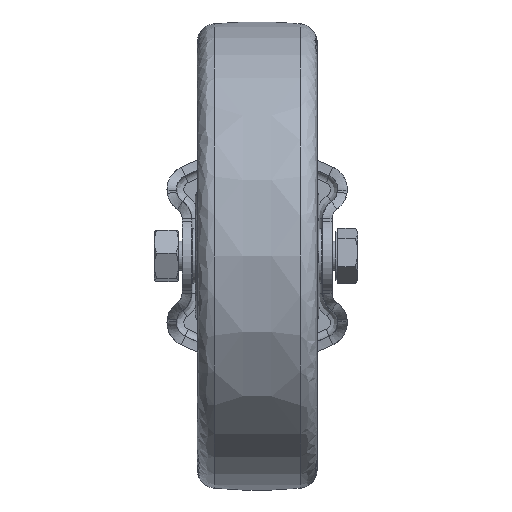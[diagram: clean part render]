
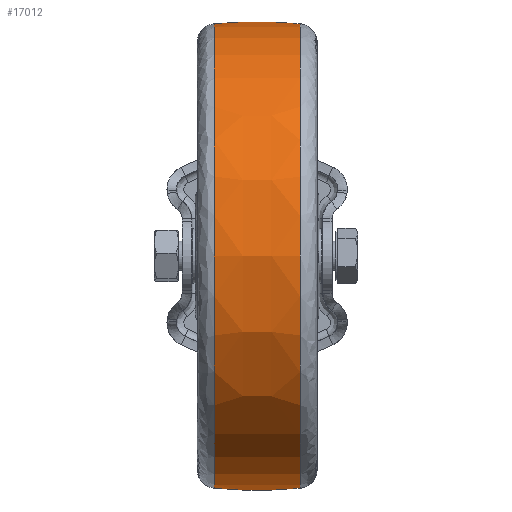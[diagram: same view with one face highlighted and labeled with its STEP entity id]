
A CAD part, front view. The second image highlights one B-rep face of the part: STEP entity #17012.
In plain terms, the highlighted free-form (B-spline) face has degree [3, 3] with [4, 4] control points.
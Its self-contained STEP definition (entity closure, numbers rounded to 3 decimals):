
#283 = VERTEX_POINT ( 'NONE', #5401 ) ;
#378 = EDGE_CURVE ( 'NONE', #4171, #30480, #17170, .T. ) ;
#1096 = CARTESIAN_POINT ( 'NONE',  ( -3.83, 0., -62.676 ) ) ;
#4171 = VERTEX_POINT ( 'NONE', #12455 ) ;
#4309 = CARTESIAN_POINT ( 'NONE',  ( -3.83, -125.352, 62.676 ) ) ;
#4356 = EDGE_LOOP ( 'NONE', ( #12929, #27491, #25521, #31825 ) ) ;
#4389 = CIRCLE ( 'NONE', #35519, 61.974 ) ;
#4624 = VERTEX_POINT ( 'NONE', #14237 ) ;
#4854 = CARTESIAN_POINT ( 'NONE',  ( 0., 0., 62.5 ) ) ;
#5401 = CARTESIAN_POINT ( 'NONE',  ( 11.458, 0., 61.974 ) ) ;
#5668 = DIRECTION ( 'NONE',  ( -1., 0., 0. ) ) ;
#7546 = CARTESIAN_POINT ( 'NONE',  ( 3.83, 0., -62.676 ) ) ;
#8097 = DIRECTION ( 'NONE',  ( 0., 0., -1. ) ) ;
#10556 = CIRCLE ( 'NONE', #23401, 125. ) ;
#10761 = CARTESIAN_POINT ( 'NONE',  ( 3.83, -125.352, 62.676 ) ) ;
#11522 = FACE_OUTER_BOUND ( 'NONE', #4356, .T. ) ;
#12455 = CARTESIAN_POINT ( 'NONE',  ( -11.458, 0., -61.974 ) ) ;
#12929 = ORIENTED_EDGE ( 'NONE', *, *, #29385, .T. ) ;
#13408 = EDGE_CURVE ( 'NONE', #4624, #283, #10556, .T. ) ;
#13976 = CARTESIAN_POINT ( 'NONE',  ( 11.458, 0., -61.974 ) ) ;
#14016 = AXIS2_PLACEMENT_3D ( 'NONE', #4854, #27252, #8097 ) ;
#14237 = CARTESIAN_POINT ( 'NONE',  ( -11.458, 0., 61.974 ) ) ;
#14249 = CARTESIAN_POINT ( 'NONE',  ( 0., 0., -62.5 ) ) ;
#16945 = CARTESIAN_POINT ( 'NONE',  ( -11.458, 0., -61.974 ) ) ;
#17012 = ADVANCED_FACE ( 'NONE', ( #11522 ), #31396, .T. ) ;
#17077 = CARTESIAN_POINT ( 'NONE',  ( -11.458, -123.947, -61.974 ) ) ;
#17170 = CIRCLE ( 'NONE', #14016, 125. ) ;
#17215 = CARTESIAN_POINT ( 'NONE',  ( 11.458, -123.947, 61.974 ) ) ;
#17495 = DIRECTION ( 'NONE',  ( 0., 0., 1. ) ) ;
#17829 = CARTESIAN_POINT ( 'NONE',  ( -11.458, 0., 0. ) ) ;
#18579 = CIRCLE ( 'NONE', #31404, 61.974 ) ;
#19576 = EDGE_CURVE ( 'NONE', #30480, #283, #4389, .T. ) ;
#20325 = CARTESIAN_POINT ( 'NONE',  ( -11.458, 0., 61.974 ) ) ;
#21073 = DIRECTION ( 'NONE',  ( 0., 0., 1. ) ) ;
#23401 = AXIS2_PLACEMENT_3D ( 'NONE', #14249, #36595, #17495 ) ;
#23538 = CARTESIAN_POINT ( 'NONE',  ( -3.83, -125.352, -62.676 ) ) ;
#24892 = CARTESIAN_POINT ( 'NONE',  ( 11.458, 0., 0. ) ) ;
#25521 = ORIENTED_EDGE ( 'NONE', *, *, #19576, .T. ) ;
#26222 = CARTESIAN_POINT ( 'NONE',  ( 11.458, 0., -61.974 ) ) ;
#26703 = CARTESIAN_POINT ( 'NONE',  ( -3.83, 0., 62.676 ) ) ;
#27252 = DIRECTION ( 'NONE',  ( 0., -1., 0. ) ) ;
#27491 = ORIENTED_EDGE ( 'NONE', *, *, #378, .T. ) ;
#28081 = DIRECTION ( 'NONE',  ( 0., 0., 1. ) ) ;
#29385 = EDGE_CURVE ( 'NONE', #4624, #4171, #18579, .T. ) ;
#29920 = CARTESIAN_POINT ( 'NONE',  ( 3.83, -125.352, -62.676 ) ) ;
#30480 = VERTEX_POINT ( 'NONE', #26222 ) ;
#31396 =( BOUNDED_SURFACE ( )  B_SPLINE_SURFACE ( 3, 3, ( 
 ( #16945, #17077, #39384, #20325 ),
 ( #1096, #23538, #4309, #26703 ),
 ( #7546, #29920, #10761, #33118 ),
 ( #13976, #36319, #17215, #39528 ) ),
 .UNSPECIFIED., .F., .F., .F. ) 
 B_SPLINE_SURFACE_WITH_KNOTS ( ( 4, 4 ),
 ( 4, 4 ),
 ( 0., 1. ),
 ( 0., 1. ),
 .UNSPECIFIED. ) 
 GEOMETRIC_REPRESENTATION_ITEM ( )  RATIONAL_B_SPLINE_SURFACE ( (
 ( 1., 0.333, 0.333, 1.),
 ( 0.997, 0.332, 0.332, 0.997),
 ( 0.997, 0.332, 0.332, 0.997),
 ( 1., 0.333, 0.333, 1.) ) ) 
 REPRESENTATION_ITEM ( '' )  SURFACE ( )  );
#31404 = AXIS2_PLACEMENT_3D ( 'NONE', #17829, #40132, #21073 ) ;
#31825 = ORIENTED_EDGE ( 'NONE', *, *, #13408, .F. ) ;
#33118 = CARTESIAN_POINT ( 'NONE',  ( 3.83, 0., 62.676 ) ) ;
#35519 = AXIS2_PLACEMENT_3D ( 'NONE', #24892, #5668, #28081 ) ;
#36319 = CARTESIAN_POINT ( 'NONE',  ( 11.458, -123.947, -61.974 ) ) ;
#36595 = DIRECTION ( 'NONE',  ( 0., 1., 0. ) ) ;
#39384 = CARTESIAN_POINT ( 'NONE',  ( -11.458, -123.947, 61.974 ) ) ;
#39528 = CARTESIAN_POINT ( 'NONE',  ( 11.458, 0., 61.974 ) ) ;
#40132 = DIRECTION ( 'NONE',  ( 1., 0., 0. ) ) ;
